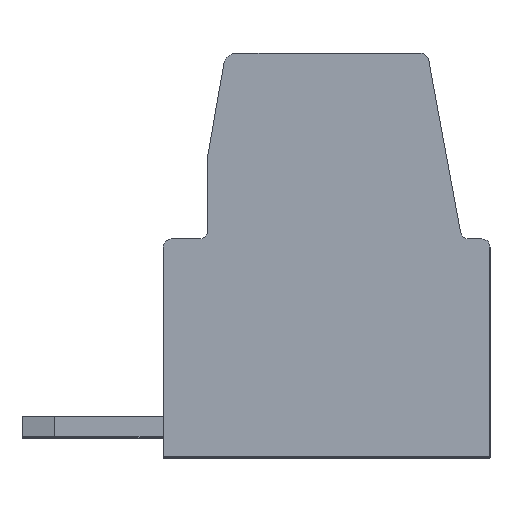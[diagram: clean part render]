
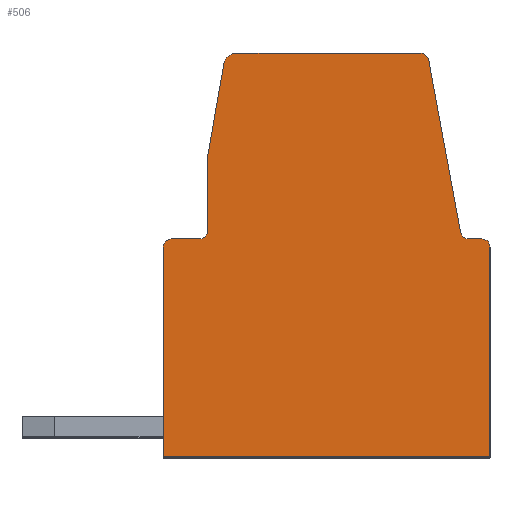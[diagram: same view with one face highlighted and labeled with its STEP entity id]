
A CAD part, top view. The second image highlights one B-rep face of the part: STEP entity #506.
In plain terms, the highlighted planar face has unit normal (0, 0, 1).
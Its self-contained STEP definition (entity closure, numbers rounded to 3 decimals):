
#506 = ADVANCED_FACE( '', ( #1037 ), #1038, .F. );
#1037 = FACE_OUTER_BOUND( '', #1611, .T. );
#1038 = PLANE( '', #1612 );
#1611 = EDGE_LOOP( '', ( #2916, #2917, #2918, #2919, #2920, #2921, #2922, #2923, #2924, #2925, #2926, #2927, #2928, #2929, #2930 ) );
#1612 = AXIS2_PLACEMENT_3D( '', #2931, #2932, #2933 );
#2916 = ORIENTED_EDGE( '', *, *, #3947, .T. );
#2917 = ORIENTED_EDGE( '', *, *, #4133, .T. );
#2918 = ORIENTED_EDGE( '', *, *, #4134, .F. );
#2919 = ORIENTED_EDGE( '', *, *, #4043, .T. );
#2920 = ORIENTED_EDGE( '', *, *, #4129, .T. );
#2921 = ORIENTED_EDGE( '', *, *, #3791, .T. );
#2922 = ORIENTED_EDGE( '', *, *, #3944, .T. );
#2923 = ORIENTED_EDGE( '', *, *, #3746, .T. );
#2924 = ORIENTED_EDGE( '', *, *, #4113, .F. );
#2925 = ORIENTED_EDGE( '', *, *, #4135, .T. );
#2926 = ORIENTED_EDGE( '', *, *, #4136, .F. );
#2927 = ORIENTED_EDGE( '', *, *, #4137, .T. );
#2928 = ORIENTED_EDGE( '', *, *, #4024, .T. );
#2929 = ORIENTED_EDGE( '', *, *, #3759, .T. );
#2930 = ORIENTED_EDGE( '', *, *, #4138, .F. );
#2931 = CARTESIAN_POINT( '', ( 1.014, -4.4, 0. ) );
#2932 = DIRECTION( '', ( 0., 0., -1. ) );
#2933 = DIRECTION( '', ( 0., 1., 0. ) );
#3746 = EDGE_CURVE( '', #4570, #4568, #4571, .T. );
#3759 = EDGE_CURVE( '', #4594, #4592, #4595, .T. );
#3791 = EDGE_CURVE( '', #4646, #4647, #4648, .T. );
#3944 = EDGE_CURVE( '', #4647, #4570, #4887, .T. );
#3947 = EDGE_CURVE( '', #4891, #4889, #4892, .T. );
#4024 = EDGE_CURVE( '', #5005, #4594, #5007, .T. );
#4043 = EDGE_CURVE( '', #5033, #5031, #5034, .T. );
#4113 = EDGE_CURVE( '', #5119, #4568, #5121, .T. );
#4129 = EDGE_CURVE( '', #5031, #4646, #5140, .T. );
#4133 = EDGE_CURVE( '', #4889, #5144, #5145, .T. );
#4134 = EDGE_CURVE( '', #5033, #5144, #5146, .T. );
#4135 = EDGE_CURVE( '', #5119, #5147, #5148, .T. );
#4136 = EDGE_CURVE( '', #5149, #5147, #5150, .T. );
#4137 = EDGE_CURVE( '', #5149, #5005, #5151, .T. );
#4138 = EDGE_CURVE( '', #4891, #4592, #5152, .T. );
#4568 = VERTEX_POINT( '', #5724 );
#4570 = VERTEX_POINT( '', #5727 );
#4571 = LINE( '', #5728, #5729 );
#4592 = VERTEX_POINT( '', #5756 );
#4594 = VERTEX_POINT( '', #5759 );
#4595 = LINE( '', #5760, #5761 );
#4646 = VERTEX_POINT( '', #5834 );
#4647 = VERTEX_POINT( '', #5835 );
#4648 = LINE( '', #5836, #5837 );
#4887 = LINE( '', #6185, #6186 );
#4889 = VERTEX_POINT( '', #6188 );
#4891 = VERTEX_POINT( '', #6191 );
#4892 = LINE( '', #6192, #6193 );
#5005 = VERTEX_POINT( '', #6361 );
#5007 = CIRCLE( '', #6364, 0.2 );
#5031 = VERTEX_POINT( '', #6399 );
#5033 = VERTEX_POINT( '', #6402 );
#5034 = LINE( '', #6403, #6404 );
#5119 = VERTEX_POINT( '', #6527 );
#5121 = CIRCLE( '', #6530, 0.2 );
#5140 = CIRCLE( '', #6555, 0.2 );
#5144 = VERTEX_POINT( '', #6559 );
#5145 = LINE( '', #6560, #6561 );
#5146 = CIRCLE( '', #6562, 0.2 );
#5147 = VERTEX_POINT( '', #6563 );
#5148 = LINE( '', #6564, #6565 );
#5149 = VERTEX_POINT( '', #6566 );
#5150 = CIRCLE( '', #6567, 0.2 );
#5151 = LINE( '', #6568, #6569 );
#5152 = CIRCLE( '', #6570, 0.3 );
#5724 = CARTESIAN_POINT( '', ( 0.204, 5.2, 0. ) );
#5727 = CARTESIAN_POINT( '', ( 0.204, 0., 0. ) );
#5728 = CARTESIAN_POINT( '', ( 0.204, -18.438, 0. ) );
#5729 = VECTOR( '', #6966, 1000. );
#5756 = CARTESIAN_POINT( '', ( -6.094, 10., 0. ) );
#5759 = CARTESIAN_POINT( '', ( -1.512, 10., 0. ) );
#5760 = CARTESIAN_POINT( '', ( -16.21, 10., 0. ) );
#5761 = VECTOR( '', #6983, 1000. );
#5834 = CARTESIAN_POINT( '', ( -7.896, 5.2, 0. ) );
#5835 = CARTESIAN_POINT( '', ( -7.896, 0., 0. ) );
#5836 = CARTESIAN_POINT( '', ( -7.896, -18.438, 0. ) );
#5837 = VECTOR( '', #7015, 1000. );
#6185 = CARTESIAN_POINT( '', ( -16.21, 0., 0. ) );
#6186 = VECTOR( '', #7167, 1000. );
#6188 = CARTESIAN_POINT( '', ( -6.796, 7.448, 0. ) );
#6191 = CARTESIAN_POINT( '', ( -6.39, 9.752, 0. ) );
#6192 = CARTESIAN_POINT( '', ( -11.36, -18.438, 0. ) );
#6193 = VECTOR( '', #7169, 1000. );
#6361 = CARTESIAN_POINT( '', ( -1.316, 9.836, 0. ) );
#6364 = AXIS2_PLACEMENT_3D( '', #7238, #7239, #7240 );
#6399 = CARTESIAN_POINT( '', ( -7.696, 5.4, 0. ) );
#6402 = CARTESIAN_POINT( '', ( -6.996, 5.4, 0. ) );
#6403 = CARTESIAN_POINT( '', ( -16.21, 5.4, 0. ) );
#6404 = VECTOR( '', #7253, 1000. );
#6527 = CARTESIAN_POINT( '', ( 0.004, 5.4, 0. ) );
#6530 = AXIS2_PLACEMENT_3D( '', #7314, #7315, #7316 );
#6555 = AXIS2_PLACEMENT_3D( '', #7338, #7339, #7340 );
#6559 = CARTESIAN_POINT( '', ( -6.796, 5.6, 0. ) );
#6560 = CARTESIAN_POINT( '', ( -6.796, -18.438, 0. ) );
#6561 = VECTOR( '', #7344, 1000. );
#6562 = AXIS2_PLACEMENT_3D( '', #7345, #7346, #7347 );
#6563 = CARTESIAN_POINT( '', ( -0.327, 5.4, 0. ) );
#6564 = CARTESIAN_POINT( '', ( -16.21, 5.4, 0. ) );
#6565 = VECTOR( '', #7348, 1000. );
#6566 = CARTESIAN_POINT( '', ( -0.524, 5.564, 0. ) );
#6567 = AXIS2_PLACEMENT_3D( '', #7349, #7350, #7351 );
#6568 = CARTESIAN_POINT( '', ( 3.925, -18.438, 0. ) );
#6569 = VECTOR( '', #7352, 1000. );
#6570 = AXIS2_PLACEMENT_3D( '', #7353, #7354, #7355 );
#6966 = DIRECTION( '', ( 0., 1., 0. ) );
#6983 = DIRECTION( '', ( -1., 0., 0. ) );
#7015 = DIRECTION( '', ( 0., -1., 0. ) );
#7167 = DIRECTION( '', ( 1., 0., 0. ) );
#7169 = DIRECTION( '', ( -0.174, -0.985, 0. ) );
#7238 = CARTESIAN_POINT( '', ( -1.512, 9.8, 0. ) );
#7239 = DIRECTION( '', ( 0., 0., 1. ) );
#7240 = DIRECTION( '', ( 1., 0., 0. ) );
#7253 = DIRECTION( '', ( -1., 0., 0. ) );
#7314 = CARTESIAN_POINT( '', ( 0.004, 5.2, 0. ) );
#7315 = DIRECTION( '', ( 0., 0., -1. ) );
#7316 = DIRECTION( '', ( -1., 0., 0. ) );
#7338 = CARTESIAN_POINT( '', ( -7.696, 5.2, 0. ) );
#7339 = DIRECTION( '', ( 0., 0., 1. ) );
#7340 = DIRECTION( '', ( 1., 0., 0. ) );
#7344 = DIRECTION( '', ( 0., -1., 0. ) );
#7345 = CARTESIAN_POINT( '', ( -6.996, 5.6, 0. ) );
#7346 = DIRECTION( '', ( 0., 0., 1. ) );
#7347 = DIRECTION( '', ( 1., 0., 0. ) );
#7348 = DIRECTION( '', ( -1., 0., 0. ) );
#7349 = CARTESIAN_POINT( '', ( -0.327, 5.6, 0. ) );
#7350 = DIRECTION( '', ( 0., 0., 1. ) );
#7351 = DIRECTION( '', ( 1., 0., 0. ) );
#7352 = DIRECTION( '', ( -0.182, 0.983, 0. ) );
#7353 = CARTESIAN_POINT( '', ( -6.094, 9.7, 0. ) );
#7354 = DIRECTION( '', ( 0., 0., -1. ) );
#7355 = DIRECTION( '', ( -1., 0., 0. ) );
